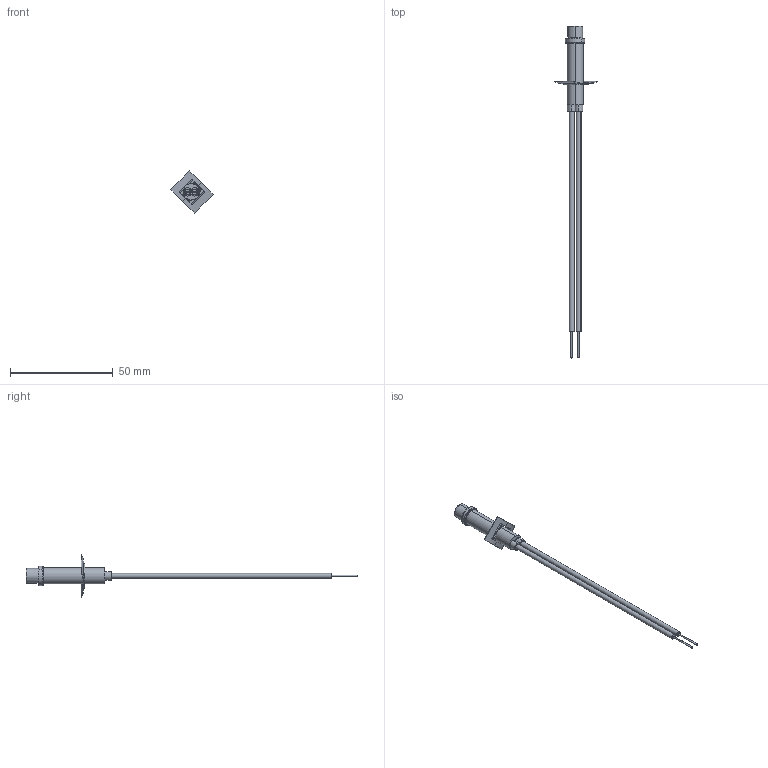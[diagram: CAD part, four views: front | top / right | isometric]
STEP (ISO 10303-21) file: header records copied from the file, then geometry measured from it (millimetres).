
FILE_DESCRIPTION (( 'STEP AP214' ), '1' );
FILE_NAME ('2150_SERIES.STEP', '2018-03-08T23:17:58', ( '' ), ( '' ), 'SwSTEP 2.0', 'SolidWorks 2016', '' );
FILE_SCHEMA (( 'AUTOMOTIVE_DESIGN' ));
Length unit declared in the file: inch
Products named in the file (7): SN1287-C; MT2921-A9708; WP1503_04'''' ; MB1652S; E21672 - B4718; D21759-XX - A7952; 2150_SERIES
Assembly tree (8 placements, depth 2):
  2150_SERIES
    D21759-XX - A7952
    E21672 - B4718
    MB1652S
    WP1503_04''''   x2
    MT2921-A9708  x2
    SN1287-C
Bounding box: 20.76 x 161.62 x 20.73 mm (x, y, z)
Volume: 1911.1 mm3; surface area: 4811.8 mm2
Topology: 8 solids, 8 shells, 150 faces, 359 edges, 234 vertices
Faces by surface type: cylinder 70, plane 68, torus 12
Entity records: 4065 total; most frequent: DIRECTION 701, CARTESIAN_POINT 646, ORIENTED_EDGE 586, EDGE_CURVE 293, AXIS2_PLACEMENT_3D 285, VERTEX_POINT 190, CIRCLE 152, EDGE_LOOP 139
